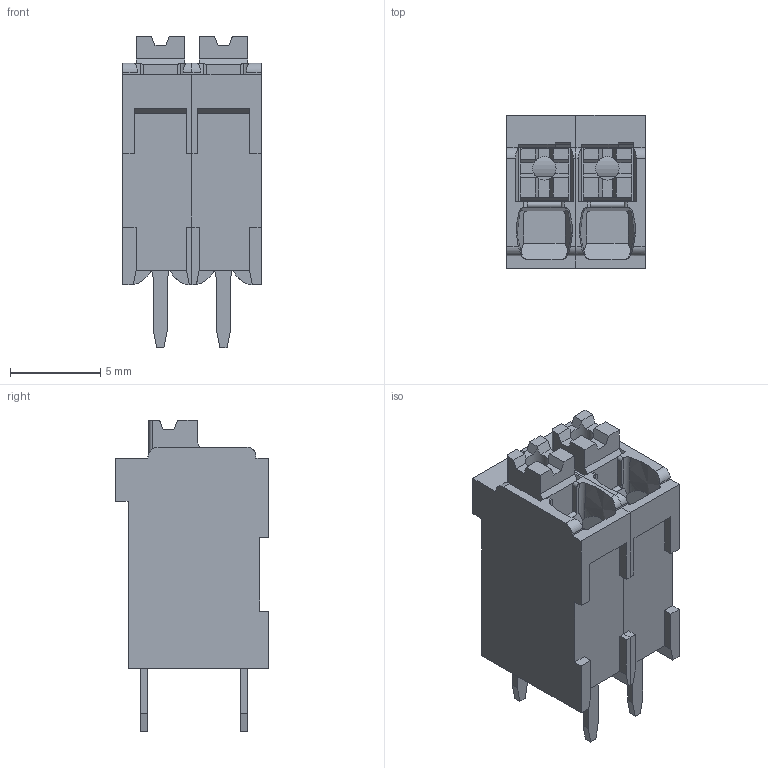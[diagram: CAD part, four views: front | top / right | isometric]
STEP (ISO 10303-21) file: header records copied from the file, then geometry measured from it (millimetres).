
FILE_DESCRIPTION(/* description */ (''),/* implementation_level */ '2;1');
FILE_NAME(/* name */ 'Conn_2-Pos_C2962961.step',/* time_stamp */ '2025-05-09T15:30:13-04:00',/* author */ (''),/* organization */ (''),/* preprocessor_version */ 'ST-DEVELOPER v20.1',/* originating_system */ 'Autodesk Translation Framework v14.4.0.0',/* authorisation */ '');
FILE_SCHEMA (('AUTOMOTIVE_DESIGN { 1 0 10303 214 3 1 1 }'));
Length unit declared in the file: millimetre
Products named in the file (1): CONN-TH_JL212V-35002B01~CONN-TH_JL212V-35002B01~xxgd
Bounding box: 7.71 x 8.5 x 17.3 mm (x, y, z)
Volume: 630.9 mm3; surface area: 994.5 mm2
Topology: 2 solids, 2 shells, 480 faces, 1346 edges, 893 vertices
Faces by surface type: plane 336, bspline 102, cylinder 38, cone 4
Full cylindrical faces by diameter (mm): 1.3 x2
Entity records: 16350 total; most frequent: CARTESIAN_POINT 4054, ORIENTED_EDGE 2692, DIRECTION 2182, EDGE_CURVE 1346, LINE 996, VECTOR 996, VERTEX_POINT 893, AXIS2_PLACEMENT_3D 593
